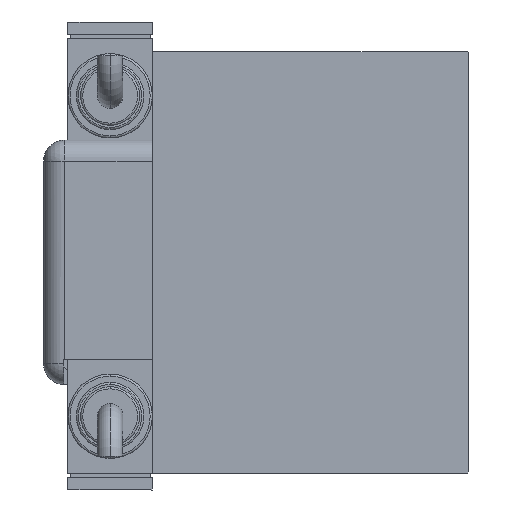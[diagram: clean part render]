
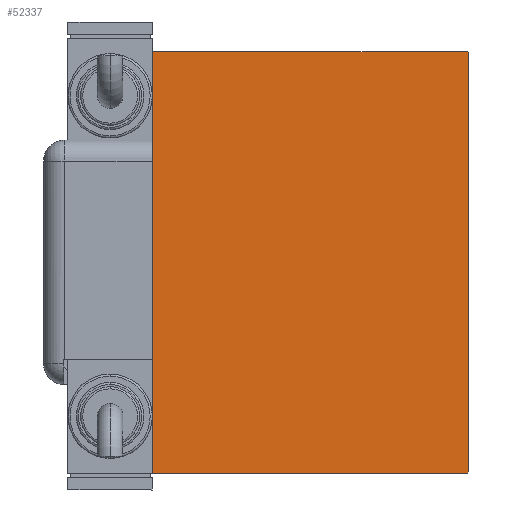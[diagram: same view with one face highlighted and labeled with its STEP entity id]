
A CAD part, left-side view. The second image highlights one B-rep face of the part: STEP entity #52337.
In plain terms, the highlighted face is planar.
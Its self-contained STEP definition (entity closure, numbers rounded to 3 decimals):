
#968 = DIRECTION ( 'NONE',  ( 0., 1., 0. ) ) ;
#1859 = VERTEX_POINT ( 'NONE', #37271 ) ;
#2607 = EDGE_LOOP ( 'NONE', ( #9998, #40938, #22503, #8953, #40349, #35933, #50751, #23335 ) ) ;
#3262 = EDGE_CURVE ( 'NONE', #31154, #25024, #54224, .T. ) ;
#4508 = DIRECTION ( 'NONE',  ( 0., 0.707, 0.707 ) ) ;
#4611 = DIRECTION ( 'NONE',  ( 0., 0., 1. ) ) ;
#4682 = CARTESIAN_POINT ( 'NONE',  ( 123., -37.5, -49.7 ) ) ;
#5627 = CARTESIAN_POINT ( 'NONE',  ( 123., 37.2, 50. ) ) ;
#6034 = LINE ( 'NONE', #42969, #51919 ) ;
#7402 = EDGE_CURVE ( 'NONE', #36725, #31154, #15871, .T. ) ;
#7529 = CARTESIAN_POINT ( 'NONE',  ( 123., -43.6, 43.6 ) ) ;
#8940 = CARTESIAN_POINT ( 'NONE',  ( 123., 43.6, 43.6 ) ) ;
#8953 = ORIENTED_EDGE ( 'NONE', *, *, #58802, .T. ) ;
#8999 = VECTOR ( 'NONE', #52985, 1000. ) ;
#9735 = CARTESIAN_POINT ( 'NONE',  ( 123., 0., 0. ) ) ;
#9998 = ORIENTED_EDGE ( 'NONE', *, *, #16700, .T. ) ;
#10898 = VECTOR ( 'NONE', #41996, 1000. ) ;
#11487 = VECTOR ( 'NONE', #4611, 1000. ) ;
#11702 = EDGE_CURVE ( 'NONE', #1859, #47708, #13743, .T. ) ;
#11866 = CARTESIAN_POINT ( 'NONE',  ( 123., 37.5, 50. ) ) ;
#11965 = CARTESIAN_POINT ( 'NONE',  ( 123., -37.5, 49.7 ) ) ;
#11998 = DIRECTION ( 'NONE',  ( 0., -0.707, -0.707 ) ) ;
#13114 = EDGE_CURVE ( 'NONE', #55937, #36725, #48224, .T. ) ;
#13539 = VECTOR ( 'NONE', #11998, 1000. ) ;
#13556 = LINE ( 'NONE', #45432, #11487 ) ;
#13743 = LINE ( 'NONE', #54555, #36508 ) ;
#14292 = CARTESIAN_POINT ( 'NONE',  ( 123., 37.5, 49.7 ) ) ;
#15871 = LINE ( 'NONE', #7529, #13539 ) ;
#16700 = EDGE_CURVE ( 'NONE', #35273, #1859, #6034, .T. ) ;
#21901 = AXIS2_PLACEMENT_3D ( 'NONE', #9735, #53860, #41328 ) ;
#22503 = ORIENTED_EDGE ( 'NONE', *, *, #52676, .T. ) ;
#23335 = ORIENTED_EDGE ( 'NONE', *, *, #31323, .T. ) ;
#25024 = VERTEX_POINT ( 'NONE', #4682 ) ;
#31154 = VERTEX_POINT ( 'NONE', #11965 ) ;
#31323 = EDGE_CURVE ( 'NONE', #25024, #35273, #55398, .T. ) ;
#31482 = FACE_OUTER_BOUND ( 'NONE', #2607, .T. ) ;
#35165 = CARTESIAN_POINT ( 'NONE',  ( 123., -37.5, 50. ) ) ;
#35273 = VERTEX_POINT ( 'NONE', #49130 ) ;
#35675 = PLANE ( 'NONE',  #21901 ) ;
#35887 = CARTESIAN_POINT ( 'NONE',  ( 123., 37.5, -49.7 ) ) ;
#35933 = ORIENTED_EDGE ( 'NONE', *, *, #7402, .T. ) ;
#36508 = VECTOR ( 'NONE', #4508, 1000. ) ;
#36725 = VERTEX_POINT ( 'NONE', #45581 ) ;
#36797 = VERTEX_POINT ( 'NONE', #14292 ) ;
#37271 = CARTESIAN_POINT ( 'NONE',  ( 123., 37.2, -50. ) ) ;
#40349 = ORIENTED_EDGE ( 'NONE', *, *, #13114, .T. ) ;
#40938 = ORIENTED_EDGE ( 'NONE', *, *, #11702, .T. ) ;
#41328 = DIRECTION ( 'NONE',  ( 0., 0., -1. ) ) ;
#41996 = DIRECTION ( 'NONE',  ( 0., 0.707, -0.707 ) ) ;
#42969 = CARTESIAN_POINT ( 'NONE',  ( 123., -37.5, -50. ) ) ;
#44424 = DIRECTION ( 'NONE',  ( 0., 0., -1. ) ) ;
#44705 = DIRECTION ( 'NONE',  ( 0., -0.707, 0.707 ) ) ;
#45001 = LINE ( 'NONE', #8940, #55317 ) ;
#45432 = CARTESIAN_POINT ( 'NONE',  ( 123., 37.5, -50. ) ) ;
#45581 = CARTESIAN_POINT ( 'NONE',  ( 123., -37.2, 50. ) ) ;
#47708 = VERTEX_POINT ( 'NONE', #35887 ) ;
#48224 = LINE ( 'NONE', #11866, #8999 ) ;
#49130 = CARTESIAN_POINT ( 'NONE',  ( 123., -37.2, -50. ) ) ;
#49530 = VECTOR ( 'NONE', #44424, 1000. ) ;
#50061 = CARTESIAN_POINT ( 'NONE',  ( 123., -43.6, -43.6 ) ) ;
#50751 = ORIENTED_EDGE ( 'NONE', *, *, #3262, .T. ) ;
#51919 = VECTOR ( 'NONE', #968, 1000. ) ;
#52337 = ADVANCED_FACE ( 'NONE', ( #31482 ), #35675, .T. ) ;
#52676 = EDGE_CURVE ( 'NONE', #47708, #36797, #13556, .T. ) ;
#52985 = DIRECTION ( 'NONE',  ( 0., -1., 0. ) ) ;
#53860 = DIRECTION ( 'NONE',  ( 1., 0., 0. ) ) ;
#54224 = LINE ( 'NONE', #35165, #49530 ) ;
#54555 = CARTESIAN_POINT ( 'NONE',  ( 123., 43.6, -43.6 ) ) ;
#55317 = VECTOR ( 'NONE', #44705, 1000. ) ;
#55398 = LINE ( 'NONE', #50061, #10898 ) ;
#55937 = VERTEX_POINT ( 'NONE', #5627 ) ;
#58802 = EDGE_CURVE ( 'NONE', #36797, #55937, #45001, .T. ) ;
